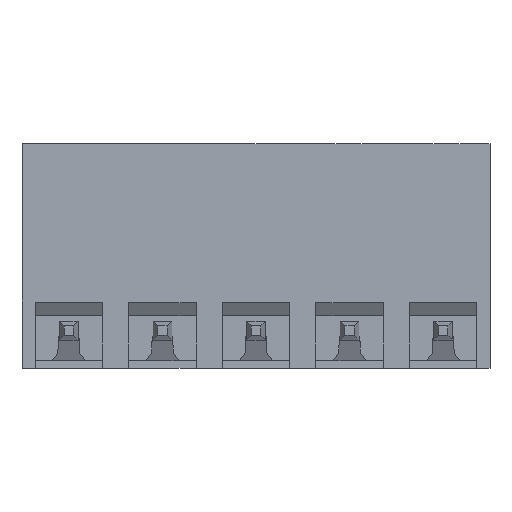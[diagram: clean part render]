
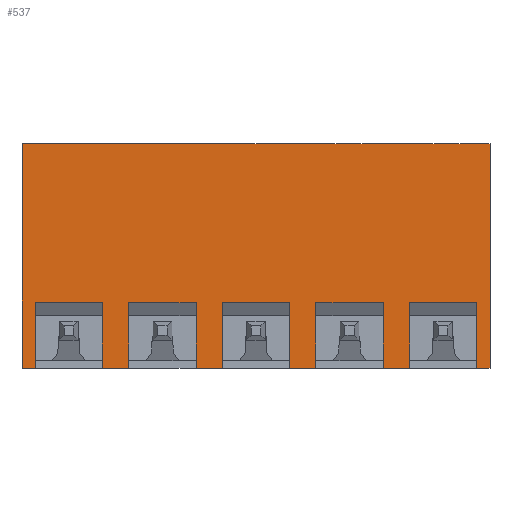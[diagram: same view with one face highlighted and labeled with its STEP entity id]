
A CAD part, top view. The second image highlights one B-rep face of the part: STEP entity #537.
In plain terms, the highlighted planar face has unit normal (0, 0, 1).
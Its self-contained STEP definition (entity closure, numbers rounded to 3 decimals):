
#537 = ADVANCED_FACE('',(#538),#732,.T.);
#538 = FACE_BOUND('',#539,.T.);
#539 = EDGE_LOOP('',(#540,#550,#558,#566,#574,#582,#590,#598,#606,#614,
    #622,#630,#638,#646,#654,#662,#670,#678,#686,#694,#702,#710,#718,
    #726));
#540 = ORIENTED_EDGE('',*,*,#541,.T.);
#541 = EDGE_CURVE('',#542,#544,#546,.T.);
#542 = VERTEX_POINT('',#543);
#543 = CARTESIAN_POINT('',(5.,12.,-7.56));
#544 = VERTEX_POINT('',#545);
#545 = CARTESIAN_POINT('',(-20.,12.,-7.56));
#546 = LINE('',#547,#548);
#547 = CARTESIAN_POINT('',(5.,12.,-7.56));
#548 = VECTOR('',#549,1.);
#549 = DIRECTION('',(-1.,0.,0.));
#550 = ORIENTED_EDGE('',*,*,#551,.T.);
#551 = EDGE_CURVE('',#544,#552,#554,.T.);
#552 = VERTEX_POINT('',#553);
#553 = CARTESIAN_POINT('',(-20.,0.,-7.56));
#554 = LINE('',#555,#556);
#555 = CARTESIAN_POINT('',(-20.,12.,-7.56));
#556 = VECTOR('',#557,1.);
#557 = DIRECTION('',(0.,-1.,0.));
#558 = ORIENTED_EDGE('',*,*,#559,.T.);
#559 = EDGE_CURVE('',#552,#560,#562,.T.);
#560 = VERTEX_POINT('',#561);
#561 = CARTESIAN_POINT('',(-19.3,0.,-7.56));
#562 = LINE('',#563,#564);
#563 = CARTESIAN_POINT('',(-20.7,0.,-7.56));
#564 = VECTOR('',#565,1.);
#565 = DIRECTION('',(1.,0.,0.));
#566 = ORIENTED_EDGE('',*,*,#567,.T.);
#567 = EDGE_CURVE('',#560,#568,#570,.T.);
#568 = VERTEX_POINT('',#569);
#569 = CARTESIAN_POINT('',(-19.3,3.5,-7.56));
#570 = LINE('',#571,#572);
#571 = CARTESIAN_POINT('',(-19.3,0.,-7.56));
#572 = VECTOR('',#573,1.);
#573 = DIRECTION('',(0.,1.,0.));
#574 = ORIENTED_EDGE('',*,*,#575,.T.);
#575 = EDGE_CURVE('',#568,#576,#578,.T.);
#576 = VERTEX_POINT('',#577);
#577 = CARTESIAN_POINT('',(-15.7,3.5,-7.56));
#578 = LINE('',#579,#580);
#579 = CARTESIAN_POINT('',(-19.3,3.5,-7.56));
#580 = VECTOR('',#581,1.);
#581 = DIRECTION('',(1.,0.,0.));
#582 = ORIENTED_EDGE('',*,*,#583,.T.);
#583 = EDGE_CURVE('',#576,#584,#586,.T.);
#584 = VERTEX_POINT('',#585);
#585 = CARTESIAN_POINT('',(-15.7,0.,-7.56));
#586 = LINE('',#587,#588);
#587 = CARTESIAN_POINT('',(-15.7,3.5,-7.56));
#588 = VECTOR('',#589,1.);
#589 = DIRECTION('',(0.,-1.,0.));
#590 = ORIENTED_EDGE('',*,*,#591,.T.);
#591 = EDGE_CURVE('',#584,#592,#594,.T.);
#592 = VERTEX_POINT('',#593);
#593 = CARTESIAN_POINT('',(-14.3,0.,-7.56));
#594 = LINE('',#595,#596);
#595 = CARTESIAN_POINT('',(-15.7,0.,-7.56));
#596 = VECTOR('',#597,1.);
#597 = DIRECTION('',(1.,0.,0.));
#598 = ORIENTED_EDGE('',*,*,#599,.T.);
#599 = EDGE_CURVE('',#592,#600,#602,.T.);
#600 = VERTEX_POINT('',#601);
#601 = CARTESIAN_POINT('',(-14.3,3.5,-7.56));
#602 = LINE('',#603,#604);
#603 = CARTESIAN_POINT('',(-14.3,0.,-7.56));
#604 = VECTOR('',#605,1.);
#605 = DIRECTION('',(0.,1.,0.));
#606 = ORIENTED_EDGE('',*,*,#607,.T.);
#607 = EDGE_CURVE('',#600,#608,#610,.T.);
#608 = VERTEX_POINT('',#609);
#609 = CARTESIAN_POINT('',(-10.7,3.5,-7.56));
#610 = LINE('',#611,#612);
#611 = CARTESIAN_POINT('',(-14.3,3.5,-7.56));
#612 = VECTOR('',#613,1.);
#613 = DIRECTION('',(1.,0.,0.));
#614 = ORIENTED_EDGE('',*,*,#615,.T.);
#615 = EDGE_CURVE('',#608,#616,#618,.T.);
#616 = VERTEX_POINT('',#617);
#617 = CARTESIAN_POINT('',(-10.7,0.,-7.56));
#618 = LINE('',#619,#620);
#619 = CARTESIAN_POINT('',(-10.7,3.5,-7.56));
#620 = VECTOR('',#621,1.);
#621 = DIRECTION('',(0.,-1.,0.));
#622 = ORIENTED_EDGE('',*,*,#623,.T.);
#623 = EDGE_CURVE('',#616,#624,#626,.T.);
#624 = VERTEX_POINT('',#625);
#625 = CARTESIAN_POINT('',(-9.3,0.,-7.56));
#626 = LINE('',#627,#628);
#627 = CARTESIAN_POINT('',(-10.7,0.,-7.56));
#628 = VECTOR('',#629,1.);
#629 = DIRECTION('',(1.,0.,0.));
#630 = ORIENTED_EDGE('',*,*,#631,.T.);
#631 = EDGE_CURVE('',#624,#632,#634,.T.);
#632 = VERTEX_POINT('',#633);
#633 = CARTESIAN_POINT('',(-9.3,3.5,-7.56));
#634 = LINE('',#635,#636);
#635 = CARTESIAN_POINT('',(-9.3,0.,-7.56));
#636 = VECTOR('',#637,1.);
#637 = DIRECTION('',(0.,1.,0.));
#638 = ORIENTED_EDGE('',*,*,#639,.T.);
#639 = EDGE_CURVE('',#632,#640,#642,.T.);
#640 = VERTEX_POINT('',#641);
#641 = CARTESIAN_POINT('',(-5.7,3.5,-7.56));
#642 = LINE('',#643,#644);
#643 = CARTESIAN_POINT('',(-9.3,3.5,-7.56));
#644 = VECTOR('',#645,1.);
#645 = DIRECTION('',(1.,0.,0.));
#646 = ORIENTED_EDGE('',*,*,#647,.T.);
#647 = EDGE_CURVE('',#640,#648,#650,.T.);
#648 = VERTEX_POINT('',#649);
#649 = CARTESIAN_POINT('',(-5.7,0.,-7.56));
#650 = LINE('',#651,#652);
#651 = CARTESIAN_POINT('',(-5.7,3.5,-7.56));
#652 = VECTOR('',#653,1.);
#653 = DIRECTION('',(0.,-1.,0.));
#654 = ORIENTED_EDGE('',*,*,#655,.T.);
#655 = EDGE_CURVE('',#648,#656,#658,.T.);
#656 = VERTEX_POINT('',#657);
#657 = CARTESIAN_POINT('',(-4.3,0.,-7.56));
#658 = LINE('',#659,#660);
#659 = CARTESIAN_POINT('',(-5.7,0.,-7.56));
#660 = VECTOR('',#661,1.);
#661 = DIRECTION('',(1.,0.,0.));
#662 = ORIENTED_EDGE('',*,*,#663,.T.);
#663 = EDGE_CURVE('',#656,#664,#666,.T.);
#664 = VERTEX_POINT('',#665);
#665 = CARTESIAN_POINT('',(-4.3,3.5,-7.56));
#666 = LINE('',#667,#668);
#667 = CARTESIAN_POINT('',(-4.3,0.,-7.56));
#668 = VECTOR('',#669,1.);
#669 = DIRECTION('',(0.,1.,0.));
#670 = ORIENTED_EDGE('',*,*,#671,.T.);
#671 = EDGE_CURVE('',#664,#672,#674,.T.);
#672 = VERTEX_POINT('',#673);
#673 = CARTESIAN_POINT('',(-0.7,3.5,-7.56));
#674 = LINE('',#675,#676);
#675 = CARTESIAN_POINT('',(-4.3,3.5,-7.56));
#676 = VECTOR('',#677,1.);
#677 = DIRECTION('',(1.,0.,0.));
#678 = ORIENTED_EDGE('',*,*,#679,.T.);
#679 = EDGE_CURVE('',#672,#680,#682,.T.);
#680 = VERTEX_POINT('',#681);
#681 = CARTESIAN_POINT('',(-0.7,0.,-7.56));
#682 = LINE('',#683,#684);
#683 = CARTESIAN_POINT('',(-0.7,3.5,-7.56));
#684 = VECTOR('',#685,1.);
#685 = DIRECTION('',(0.,-1.,0.));
#686 = ORIENTED_EDGE('',*,*,#687,.T.);
#687 = EDGE_CURVE('',#680,#688,#690,.T.);
#688 = VERTEX_POINT('',#689);
#689 = CARTESIAN_POINT('',(0.7,0.,-7.56));
#690 = LINE('',#691,#692);
#691 = CARTESIAN_POINT('',(-0.7,0.,-7.56));
#692 = VECTOR('',#693,1.);
#693 = DIRECTION('',(1.,0.,0.));
#694 = ORIENTED_EDGE('',*,*,#695,.T.);
#695 = EDGE_CURVE('',#688,#696,#698,.T.);
#696 = VERTEX_POINT('',#697);
#697 = CARTESIAN_POINT('',(0.7,3.5,-7.56));
#698 = LINE('',#699,#700);
#699 = CARTESIAN_POINT('',(0.7,0.,-7.56));
#700 = VECTOR('',#701,1.);
#701 = DIRECTION('',(0.,1.,0.));
#702 = ORIENTED_EDGE('',*,*,#703,.T.);
#703 = EDGE_CURVE('',#696,#704,#706,.T.);
#704 = VERTEX_POINT('',#705);
#705 = CARTESIAN_POINT('',(4.3,3.5,-7.56));
#706 = LINE('',#707,#708);
#707 = CARTESIAN_POINT('',(0.7,3.5,-7.56));
#708 = VECTOR('',#709,1.);
#709 = DIRECTION('',(1.,0.,0.));
#710 = ORIENTED_EDGE('',*,*,#711,.T.);
#711 = EDGE_CURVE('',#704,#712,#714,.T.);
#712 = VERTEX_POINT('',#713);
#713 = CARTESIAN_POINT('',(4.3,0.,-7.56));
#714 = LINE('',#715,#716);
#715 = CARTESIAN_POINT('',(4.3,3.5,-7.56));
#716 = VECTOR('',#717,1.);
#717 = DIRECTION('',(0.,-1.,0.));
#718 = ORIENTED_EDGE('',*,*,#719,.T.);
#719 = EDGE_CURVE('',#712,#720,#722,.T.);
#720 = VERTEX_POINT('',#721);
#721 = CARTESIAN_POINT('',(5.,0.,-7.56));
#722 = LINE('',#723,#724);
#723 = CARTESIAN_POINT('',(4.3,0.,-7.56));
#724 = VECTOR('',#725,1.);
#725 = DIRECTION('',(1.,0.,0.));
#726 = ORIENTED_EDGE('',*,*,#727,.F.);
#727 = EDGE_CURVE('',#542,#720,#728,.T.);
#728 = LINE('',#729,#730);
#729 = CARTESIAN_POINT('',(5.,12.,-7.56));
#730 = VECTOR('',#731,1.);
#731 = DIRECTION('',(0.,-1.,0.));
#732 = PLANE('',#733);
#733 = AXIS2_PLACEMENT_3D('',#734,#735,#736);
#734 = CARTESIAN_POINT('',(-5.,12.,-7.56));
#735 = DIRECTION('',(0.,0.,1.));
#736 = DIRECTION('',(0.,-1.,0.));
